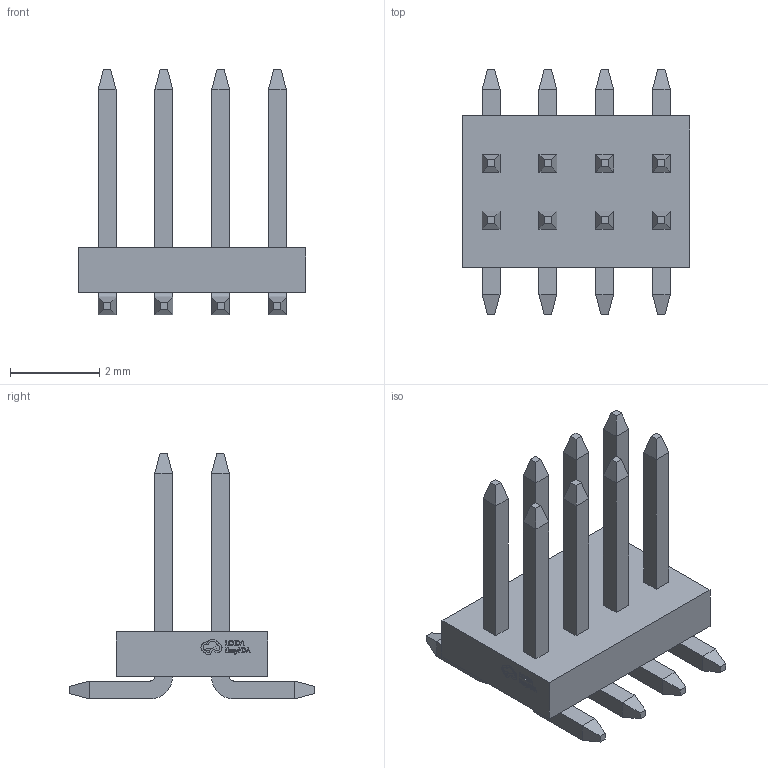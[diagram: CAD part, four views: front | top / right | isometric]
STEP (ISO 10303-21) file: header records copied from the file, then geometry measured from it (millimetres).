
FILE_DESCRIPTION (( 'STEP AP214' ), '1' );
FILE_NAME ('HDR-SMD_8P-P1.27-LS5.5_ZX-PZ1.27-2-4PWZ.STEP', '2025-01-16T11:24:10', ( 'User' ), ( 'China' ), 'SwSTEP 2.0', 'SolidWorks 2020', '' );
FILE_SCHEMA (( 'AUTOMOTIVE_DESIGN' ));
Length unit declared in the file: millimetre
Products named in the file (1): HDR-SMD_8P-P1.27-LS5.5_ZX-PZ1.27-2-4PWZ
Bounding box: 5.09 x 5.5 x 5.5 mm (x, y, z)
Volume: 24.8 mm3; surface area: 126.7 mm2
Topology: 1 solids, 1 shells, 390 faces, 995 edges, 642 vertices
Faces by surface type: plane 276, bspline 98, cylinder 16
Entity records: 14021 total; most frequent: CARTESIAN_POINT 3338, ORIENTED_EDGE 1990, DIRECTION 1413, EDGE_CURVE 995, LINE 763, VECTOR 763, VERTEX_POINT 642, EDGE_LOOP 425
